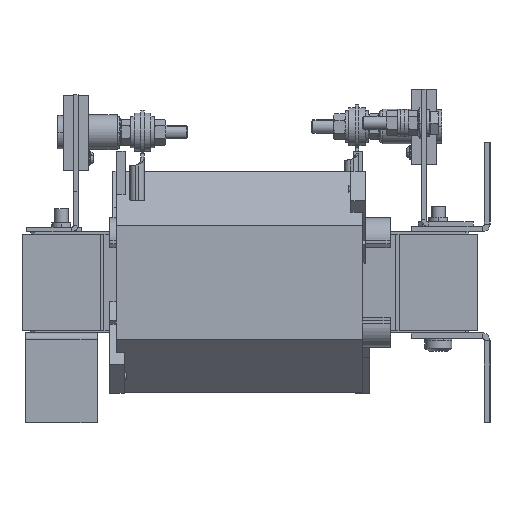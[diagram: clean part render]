
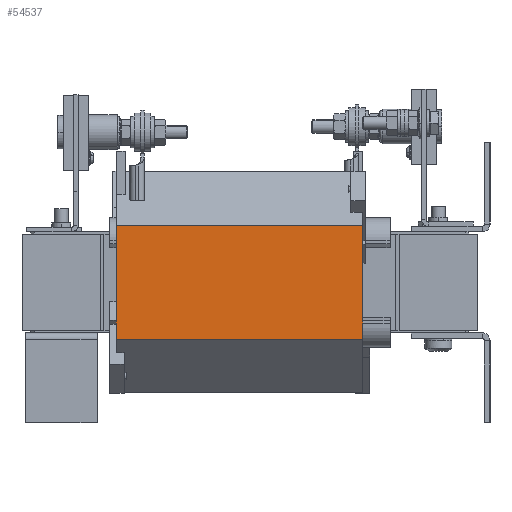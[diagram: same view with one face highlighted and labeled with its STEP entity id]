
A CAD part, left-side view. The second image highlights one B-rep face of the part: STEP entity #54537.
In plain terms, the highlighted planar face has unit normal (-1, 0, 0).
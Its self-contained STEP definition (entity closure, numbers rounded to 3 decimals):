
#1638 = VECTOR ( 'NONE', #51456, 1000. ) ;
#2170 = ORIENTED_EDGE ( 'NONE', *, *, #51420, .T. ) ;
#2989 = LINE ( 'NONE', #38198, #1638 ) ;
#3244 = CARTESIAN_POINT ( 'NONE',  ( -140.5, 33.75, 25.25 ) ) ;
#3516 = VERTEX_POINT ( 'NONE', #53069 ) ;
#4830 = ORIENTED_EDGE ( 'NONE', *, *, #40425, .F. ) ;
#7077 = CARTESIAN_POINT ( 'NONE',  ( -140.5, 33.75, -25.25 ) ) ;
#9190 = VECTOR ( 'NONE', #28874, 1000. ) ;
#10359 = ORIENTED_EDGE ( 'NONE', *, *, #38400, .F. ) ;
#12075 = DIRECTION ( 'NONE',  ( 0., 1., 0. ) ) ;
#12489 = CARTESIAN_POINT ( 'NONE',  ( -140.5, 33.75, 25.25 ) ) ;
#13775 = LINE ( 'NONE', #3244, #46267 ) ;
#14418 = DIRECTION ( 'NONE',  ( 0., 1., 0. ) ) ;
#16748 = DIRECTION ( 'NONE',  ( 0., 0., 1. ) ) ;
#18648 = DIRECTION ( 'NONE',  ( -1., 0., 0. ) ) ;
#19057 = LINE ( 'NONE', #7077, #9190 ) ;
#25281 = CARTESIAN_POINT ( 'NONE',  ( -140.5, 143.5, 25.25 ) ) ;
#25701 = VERTEX_POINT ( 'NONE', #49363 ) ;
#28874 = DIRECTION ( 'NONE',  ( 0., 1., 0. ) ) ;
#31487 = PLANE ( 'NONE',  #53684 ) ;
#32229 = ORIENTED_EDGE ( 'NONE', *, *, #39848, .T. ) ;
#34708 = VERTEX_POINT ( 'NONE', #46202 ) ;
#35341 = FACE_OUTER_BOUND ( 'NONE', #48844, .T. ) ;
#38198 = CARTESIAN_POINT ( 'NONE',  ( -140.5, 143.5, 25.25 ) ) ;
#38400 = EDGE_CURVE ( 'Defeature ausgef�hrt3_69+Defeature ausgef�hrt3_77+Defeature ausgef�hrt3_71+Defeature ausgef�hrt3_76', #3516, #53973, #2989, .T. ) ;
#39130 = VECTOR ( 'NONE', #16748, 1000. ) ;
#39848 = EDGE_CURVE ( 'Defeature ausgef�hrt3_77+Defeature ausgef�hrt3_78+Defeature ausgef�hrt3_71+Defeature ausgef�hrt3_76', #34708, #25701, #50988, .T. ) ;
#40425 = EDGE_CURVE ( 'Defeature ausgef�hrt3_71+Defeature ausgef�hrt3_77+Defeature ausgef�hrt3_78+Defeature ausgef�hrt3_69', #34708, #3516, #19057, .T. ) ;
#46202 = CARTESIAN_POINT ( 'NONE',  ( -140.5, 33.75, -25.25 ) ) ;
#46267 = VECTOR ( 'NONE', #12075, 1000. ) ;
#48844 = EDGE_LOOP ( 'NONE', ( #2170, #10359, #4830, #32229 ) ) ;
#49363 = CARTESIAN_POINT ( 'NONE',  ( -140.5, 33.75, 25.25 ) ) ;
#50988 = LINE ( 'NONE', #12489, #39130 ) ;
#51420 = EDGE_CURVE ( 'Defeature ausgef�hrt3_77+Defeature ausgef�hrt3_76+Defeature ausgef�hrt3_78+Defeature ausgef�hrt3_69', #25701, #53973, #13775, .T. ) ;
#51456 = DIRECTION ( 'NONE',  ( 0., 0., 1. ) ) ;
#52399 = CARTESIAN_POINT ( 'NONE',  ( -140.5, 33.75, 25.25 ) ) ;
#53069 = CARTESIAN_POINT ( 'NONE',  ( -140.5, 143.5, -25.25 ) ) ;
#53684 = AXIS2_PLACEMENT_3D ( 'NONE', #52399, #18648, #14418 ) ;
#53973 = VERTEX_POINT ( 'NONE', #25281 ) ;
#54537 = ADVANCED_FACE ( 'Defeature ausgef�hrt3_77', ( #35341 ), #31487, .T. ) ;
